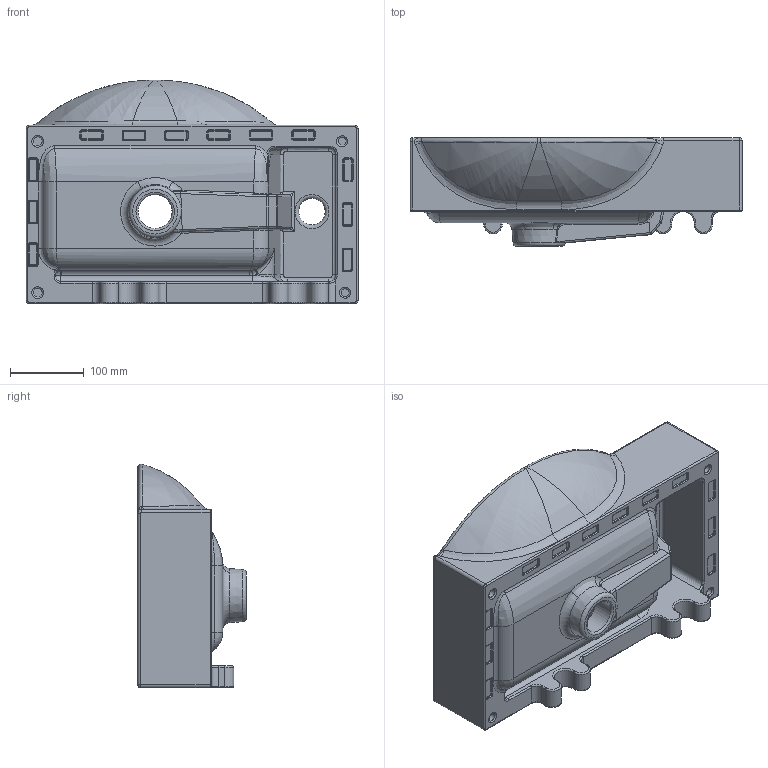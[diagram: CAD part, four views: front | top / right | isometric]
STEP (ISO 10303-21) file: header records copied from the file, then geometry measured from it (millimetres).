
FILE_DESCRIPTION((' '),'2;1');
FILE_NAME( '4079.stp', '2025-05-30T01:39:53', (' '), ('--- ---'), ' V2025.1 Dec 16 2024', ' 2025 (c)', ' ');
FILE_SCHEMA(('AP242_MANAGED_MODEL_BASED_3D_ENGINEERING_MIM_LF { 1 0 10303 442 1 1 4 }'));
Length unit declared in the file: millimetre
Products named in the file (1): 4079
Bounding box: 450 x 147 x 303.13 mm (x, y, z)
Volume: 5000474.4 mm3; surface area: 520174.6 mm2
Topology: 1 solids, 1 shells, 498 faces, 1164 edges, 673 vertices
Faces by surface type: cylinder 187, torus 137, bspline 112, plane 57, sphere 3, cone 2
Full cylindrical faces by diameter (mm): 11 x2, 12 x2, 15 x1, 22 x1, 36 x1, 46 x1
Entity records: 63668 total; most frequent: CARTESIAN_POINT 52740, DIRECTION 2318, ORIENTED_EDGE 2254, EDGE_CURVE 1127, AXIS2_PLACEMENT_3D 992, VERTEX_POINT 669, CIRCLE 577, EDGE_LOOP 540
